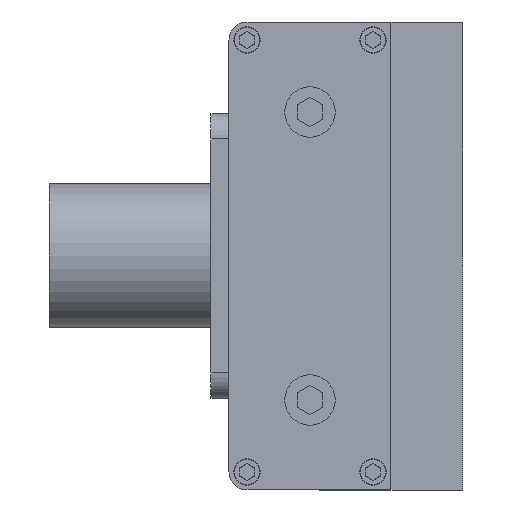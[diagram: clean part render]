
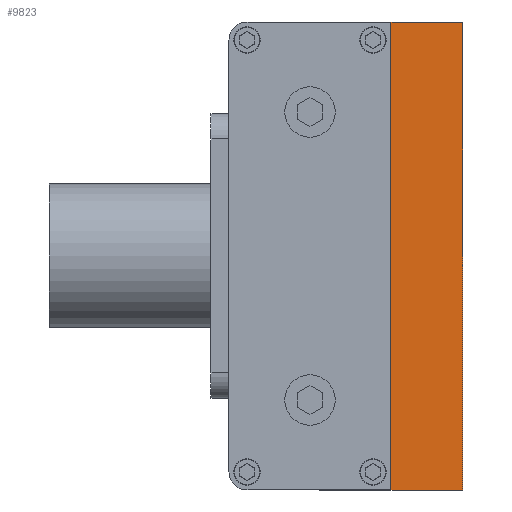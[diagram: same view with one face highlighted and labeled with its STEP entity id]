
A CAD part, left-side view. The second image highlights one B-rep face of the part: STEP entity #9823.
In plain terms, the highlighted planar face has unit normal (-1, 0, 0).
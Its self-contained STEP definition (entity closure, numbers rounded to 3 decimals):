
#189 = EDGE_CURVE ( 'NONE', #1630, #10839, #7005, .T. ) ;
#212 = FACE_OUTER_BOUND ( 'NONE', #11423, .T. ) ;
#473 = AXIS2_PLACEMENT_3D ( 'NONE', #1216, #4828, #1333 ) ;
#497 = EDGE_CURVE ( 'NONE', #8212, #10839, #4221, .T. ) ;
#823 = ORIENTED_EDGE ( 'NONE', *, *, #7001, .T. ) ;
#1131 = CARTESIAN_POINT ( 'NONE',  ( -455., -20., 65. ) ) ;
#1216 = CARTESIAN_POINT ( 'NONE',  ( -455., -20., 65. ) ) ;
#1271 = VECTOR ( 'NONE', #5120, 1000. ) ;
#1278 = PLANE ( 'NONE',  #473 ) ;
#1333 = DIRECTION ( 'NONE',  ( 0., 0., -1. ) ) ;
#1521 = CARTESIAN_POINT ( 'NONE',  ( -455., -20., -65. ) ) ;
#1630 = VERTEX_POINT ( 'NONE', #8421 ) ;
#1851 = VECTOR ( 'NONE', #3333, 1000. ) ;
#2852 = ORIENTED_EDGE ( 'NONE', *, *, #11416, .F. ) ;
#3035 = ORIENTED_EDGE ( 'NONE', *, *, #189, .F. ) ;
#3264 = LINE ( 'NONE', #5157, #9550 ) ;
#3333 = DIRECTION ( 'NONE',  ( 0., 0., -1. ) ) ;
#3948 = CARTESIAN_POINT ( 'NONE',  ( -455., -20., 65. ) ) ;
#4221 = LINE ( 'NONE', #7763, #1851 ) ;
#4828 = DIRECTION ( 'NONE',  ( 1., 0., 0. ) ) ;
#5120 = DIRECTION ( 'NONE',  ( 0., 1., 0. ) ) ;
#5157 = CARTESIAN_POINT ( 'NONE',  ( -455., -20., 65. ) ) ;
#5679 = ORIENTED_EDGE ( 'NONE', *, *, #497, .T. ) ;
#6193 = VECTOR ( 'NONE', #8369, 1000. ) ;
#6491 = LINE ( 'NONE', #3948, #6193 ) ;
#7001 = EDGE_CURVE ( 'NONE', #9433, #8212, #6491, .T. ) ;
#7005 = LINE ( 'NONE', #1521, #1271 ) ;
#7763 = CARTESIAN_POINT ( 'NONE',  ( -455., 0., 65. ) ) ;
#8212 = VERTEX_POINT ( 'NONE', #9385 ) ;
#8363 = CARTESIAN_POINT ( 'NONE',  ( -455., 0., -65. ) ) ;
#8369 = DIRECTION ( 'NONE',  ( 0., 1., 0. ) ) ;
#8421 = CARTESIAN_POINT ( 'NONE',  ( -455., -20., -65. ) ) ;
#8692 = DIRECTION ( 'NONE',  ( 0., 0., -1. ) ) ;
#9385 = CARTESIAN_POINT ( 'NONE',  ( -455., 0., 65. ) ) ;
#9433 = VERTEX_POINT ( 'NONE', #1131 ) ;
#9550 = VECTOR ( 'NONE', #8692, 1000. ) ;
#9823 = ADVANCED_FACE ( 'NONE', ( #212 ), #1278, .F. ) ;
#10839 = VERTEX_POINT ( 'NONE', #8363 ) ;
#11416 = EDGE_CURVE ( 'NONE', #9433, #1630, #3264, .T. ) ;
#11423 = EDGE_LOOP ( 'NONE', ( #5679, #3035, #2852, #823 ) ) ;
